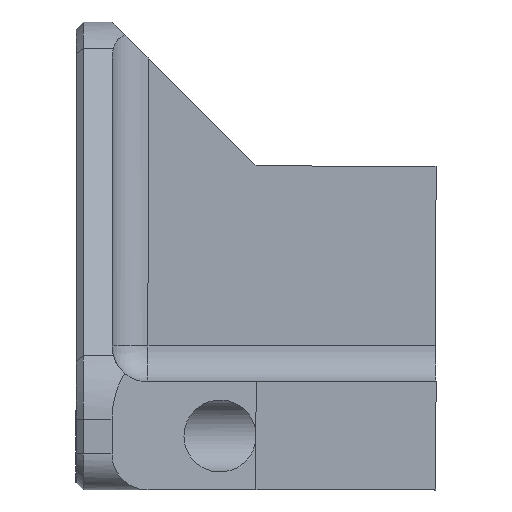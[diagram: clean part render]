
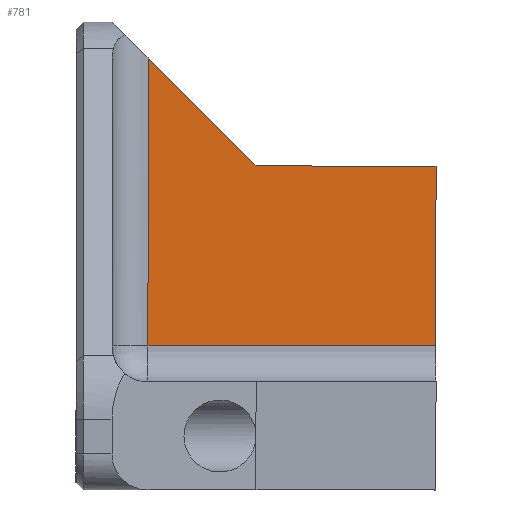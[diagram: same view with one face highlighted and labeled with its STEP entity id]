
A CAD part, left-side view. The second image highlights one B-rep face of the part: STEP entity #781.
In plain terms, the highlighted planar face has unit normal (-1, 0, 0).
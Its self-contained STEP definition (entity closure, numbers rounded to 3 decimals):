
#67=PLANE('',#883);
#113=FACE_OUTER_BOUND('',#168,.T.);
#168=EDGE_LOOP('',(#711,#712,#713,#714,#715));
#180=LINE('',#1173,#245);
#185=LINE('',#1185,#250);
#191=LINE('',#1214,#256);
#225=LINE('',#1328,#290);
#228=LINE('',#1335,#293);
#245=VECTOR('',#933,10.);
#250=VECTOR('',#942,10.);
#256=VECTOR('',#974,10.);
#290=VECTOR('',#1088,10.);
#293=VECTOR('',#1095,10.);
#342=VERTEX_POINT('',#1169);
#344=VERTEX_POINT('',#1172);
#349=VERTEX_POINT('',#1184);
#359=VERTEX_POINT('',#1212);
#388=VERTEX_POINT('',#1308);
#414=EDGE_CURVE('',#342,#344,#180,.T.);
#420=EDGE_CURVE('',#344,#349,#185,.T.);
#436=EDGE_CURVE('',#359,#342,#191,.T.);
#490=EDGE_CURVE('',#349,#388,#225,.T.);
#494=EDGE_CURVE('',#388,#359,#228,.T.);
#711=ORIENTED_EDGE('',*,*,#490,.F.);
#712=ORIENTED_EDGE('',*,*,#420,.F.);
#713=ORIENTED_EDGE('',*,*,#414,.F.);
#714=ORIENTED_EDGE('',*,*,#436,.F.);
#715=ORIENTED_EDGE('',*,*,#494,.F.);
#781=ADVANCED_FACE('',(#113),#67,.T.);
#883=AXIS2_PLACEMENT_3D('',#1362,#1123,#1124);
#933=DIRECTION('',(0.,-1.,0.));
#942=DIRECTION('',(0.,0.,-1.));
#974=DIRECTION('',(0.,-0.707,-0.707));
#1088=DIRECTION('',(0.,1.,0.));
#1095=DIRECTION('',(0.,0.,1.));
#1123=DIRECTION('center_axis',(-1.,0.,0.));
#1124=DIRECTION('ref_axis',(0.,0.,-1.));
#1169=CARTESIAN_POINT('',(169.808,-196.5,-162.679));
#1172=CARTESIAN_POINT('',(169.808,-221.5,-162.679));
#1173=CARTESIAN_POINT('',(169.808,-196.5,-162.679));
#1184=CARTESIAN_POINT('',(169.808,-221.5,-187.679));
#1185=CARTESIAN_POINT('',(169.808,-221.5,175.37));
#1212=CARTESIAN_POINT('',(169.808,-181.5,-147.679));
#1214=CARTESIAN_POINT('',(169.808,-180.25,-146.429));
#1308=CARTESIAN_POINT('',(169.808,-181.5,-187.679));
#1328=CARTESIAN_POINT('',(169.808,-171.5,-187.679));
#1335=CARTESIAN_POINT('',(169.808,-181.5,-158.929));
#1362=CARTESIAN_POINT('Origin',(169.808,-171.5,-142.679));
